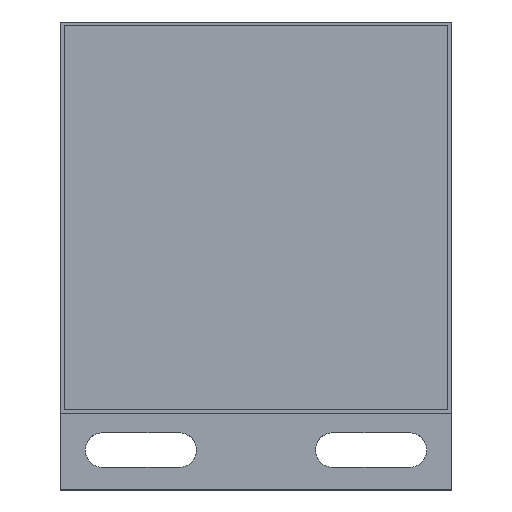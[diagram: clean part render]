
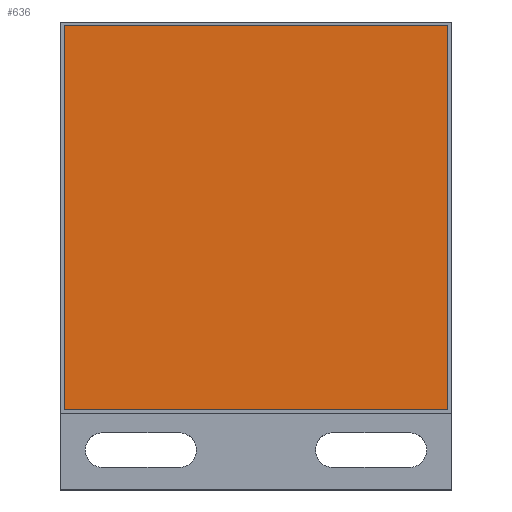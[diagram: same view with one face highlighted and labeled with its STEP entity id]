
A CAD part, top view. The second image highlights one B-rep face of the part: STEP entity #636.
In plain terms, the highlighted planar face has unit normal (0, 0, 1).
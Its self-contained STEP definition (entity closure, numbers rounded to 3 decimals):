
#209=DIRECTION('',(1.,0.,0.));
#210=VECTOR('',#209,50.);
#211=CARTESIAN_POINT('',(-25.,-20.,7.25));
#212=LINE('',#211,#210);
#213=DIRECTION('',(0.,-1.,0.));
#214=VECTOR('',#213,50.);
#215=CARTESIAN_POINT('',(-25.,30.,7.25));
#216=LINE('',#215,#214);
#217=DIRECTION('',(-1.,0.,0.));
#218=VECTOR('',#217,50.);
#219=CARTESIAN_POINT('',(25.,30.,7.25));
#220=LINE('',#219,#218);
#221=DIRECTION('',(0.,1.,0.));
#222=VECTOR('',#221,50.);
#223=CARTESIAN_POINT('',(25.,-20.,7.25));
#224=LINE('',#223,#222);
#281=CARTESIAN_POINT('',(-25.,-20.,7.25));
#282=CARTESIAN_POINT('',(25.,-20.,7.25));
#283=VERTEX_POINT('',#281);
#284=VERTEX_POINT('',#282);
#285=CARTESIAN_POINT('',(25.,30.,7.25));
#286=VERTEX_POINT('',#285);
#287=CARTESIAN_POINT('',(-25.,30.,7.25));
#288=VERTEX_POINT('',#287);
#625=CARTESIAN_POINT('',(0.,0.,7.25));
#626=DIRECTION('',(0.,0.,1.));
#627=DIRECTION('',(1.,0.,0.));
#628=AXIS2_PLACEMENT_3D('',#625,#626,#627);
#629=PLANE('',#628);
#630=ORIENTED_EDGE('',*,*,#577,.F.);
#631=ORIENTED_EDGE('',*,*,#592,.F.);
#632=ORIENTED_EDGE('',*,*,#606,.F.);
#633=ORIENTED_EDGE('',*,*,#619,.F.);
#634=EDGE_LOOP('',(#630,#631,#632,#633));
#635=FACE_OUTER_BOUND('',#634,.F.);
#636=ADVANCED_FACE('',(#635),#629,.T.);
#577=EDGE_CURVE('',#283,#284,#212,.T.);
#592=EDGE_CURVE('',#288,#283,#216,.T.);
#606=EDGE_CURVE('',#286,#288,#220,.T.);
#619=EDGE_CURVE('',#284,#286,#224,.T.);
